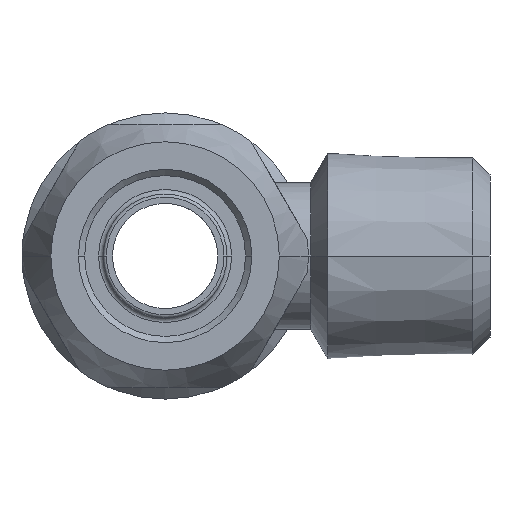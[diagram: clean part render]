
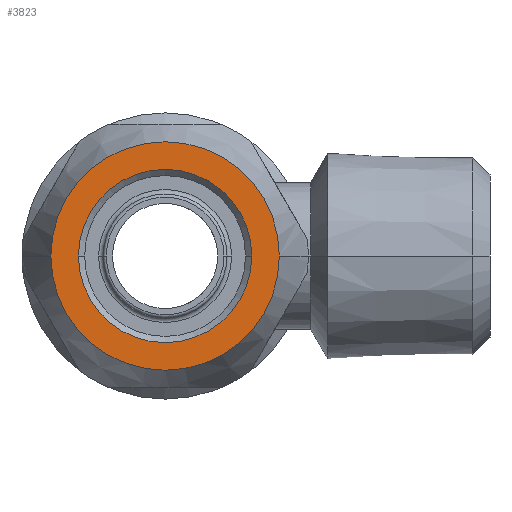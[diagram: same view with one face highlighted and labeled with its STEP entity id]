
A CAD part, left-side view. The second image highlights one B-rep face of the part: STEP entity #3823.
In plain terms, the highlighted planar face has unit normal (-1, 0, 0).
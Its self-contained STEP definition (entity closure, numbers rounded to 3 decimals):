
#1316=CARTESIAN_POINT('',(-25.,0.,0.));
#1317=DIRECTION('',(-1.,0.,0.));
#1318=DIRECTION('',(0.,1.,0.));
#1319=AXIS2_PLACEMENT_3D('',#1316,#1317,#1318);
#1330=CARTESIAN_POINT('',(-25.,0.,0.));
#1331=DIRECTION('',(1.,0.,0.));
#1332=DIRECTION('',(0.,1.,0.));
#1333=AXIS2_PLACEMENT_3D('',#1330,#1331,#1332);
#1339=CARTESIAN_POINT('',(-25.,0.,0.));
#1340=DIRECTION('',(-1.,0.,0.));
#1341=DIRECTION('',(0.,1.,0.));
#1342=AXIS2_PLACEMENT_3D('',#1339,#1340,#1341);
#1344=CARTESIAN_POINT('',(-25.,0.,0.));
#1345=DIRECTION('',(1.,0.,0.));
#1346=DIRECTION('',(0.,1.,0.));
#1347=AXIS2_PLACEMENT_3D('',#1344,#1345,#1346);
#1896=CARTESIAN_POINT('',(-25.,7.385,0.));
#1898=VERTEX_POINT('',#1896);
#1904=CARTESIAN_POINT('',(-25.,-7.385,0.));
#1906=VERTEX_POINT('',#1904);
#1931=CARTESIAN_POINT('',(-25.,5.6,0.));
#1932=CARTESIAN_POINT('',(-25.,-5.6,0.));
#1933=VERTEX_POINT('',#1931);
#1934=VERTEX_POINT('',#1932);
#3808=CARTESIAN_POINT('',(-25.,0.,0.));
#3809=DIRECTION('',(1.,0.,0.));
#3810=DIRECTION('',(0.,-1.,0.));
#3811=AXIS2_PLACEMENT_3D('',#3808,#3809,#3810);
#3812=PLANE('',#3811);
#3814=ORIENTED_EDGE('',*,*,#3813,.F.);
#3816=ORIENTED_EDGE('',*,*,#3815,.T.);
#3817=EDGE_LOOP('',(#3814,#3816));
#3818=FACE_OUTER_BOUND('',#3817,.F.);
#3819=ORIENTED_EDGE('',*,*,#3802,.F.);
#3820=ORIENTED_EDGE('',*,*,#3788,.T.);
#3821=EDGE_LOOP('',(#3819,#3820));
#3822=FACE_BOUND('',#3821,.F.);
#3823=ADVANCED_FACE('',(#3818,#3822),#3812,.F.);
#1320=CIRCLE('',#1319,5.6);
#1334=CIRCLE('',#1333,5.6);
#1343=CIRCLE('',#1342,7.385);
#1348=CIRCLE('',#1347,7.385);
#3788=EDGE_CURVE('',#1933,#1934,#1320,.T.);
#3802=EDGE_CURVE('',#1933,#1934,#1334,.T.);
#3813=EDGE_CURVE('',#1898,#1906,#1343,.T.);
#3815=EDGE_CURVE('',#1898,#1906,#1348,.T.);
